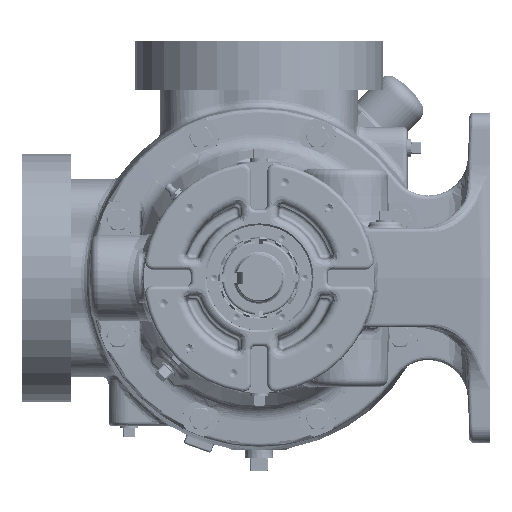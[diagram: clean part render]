
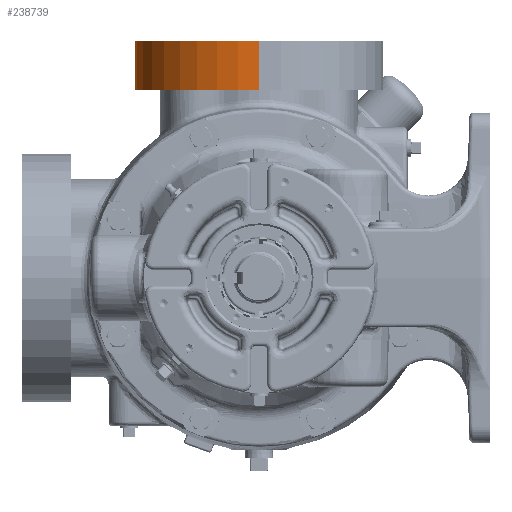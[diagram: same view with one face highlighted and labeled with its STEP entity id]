
A CAD part, left-side view. The second image highlights one B-rep face of the part: STEP entity #238739.
In plain terms, the highlighted cylindrical face has radius 95.25 mm (diameter 190.5 mm), a partial arc.
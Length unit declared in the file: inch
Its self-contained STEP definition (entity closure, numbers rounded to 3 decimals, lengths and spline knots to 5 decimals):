
#8865 = VERTEX_POINT ( 'NONE', #41050 ) ;
#17030 = AXIS2_PLACEMENT_3D ( 'NONE', #34174, #96192, #113077 ) ;
#32364 = VERTEX_POINT ( 'NONE', #63960 ) ;
#32684 = CARTESIAN_POINT ( 'NONE',  ( 3.345, 0., 4.98196 ) ) ;
#34174 = CARTESIAN_POINT ( 'NONE',  ( 3.345, 0., 7.1875 ) ) ;
#41050 = CARTESIAN_POINT ( 'NONE',  ( -0.405, 0., 5.6875 ) ) ;
#60122 = CARTESIAN_POINT ( 'NONE',  ( 7.095, 0., 7.1875 ) ) ;
#61399 = DIRECTION ( 'NONE',  ( -1., 0., 0. ) ) ;
#63960 = CARTESIAN_POINT ( 'NONE',  ( 7.095, 0., 5.6875 ) ) ;
#65263 = LINE ( 'NONE', #228054, #149973 ) ;
#78085 = VERTEX_POINT ( 'NONE', #60122 ) ;
#90905 = CYLINDRICAL_SURFACE ( 'NONE', #233559, 3.75 ) ;
#95371 = VECTOR ( 'NONE', #230913, 39.37008 ) ;
#96192 = DIRECTION ( 'NONE',  ( 0., 0., -1. ) ) ;
#103790 = CIRCLE ( 'NONE', #17030, 3.75 ) ;
#108956 = EDGE_LOOP ( 'NONE', ( #214379, #247545, #198670, #172649 ) ) ;
#112005 = CARTESIAN_POINT ( 'NONE',  ( 3.345, 0., 5.6875 ) ) ;
#113077 = DIRECTION ( 'NONE',  ( -1., 0., 0. ) ) ;
#114110 = DIRECTION ( 'NONE',  ( -1., 0., 0. ) ) ;
#125998 = DIRECTION ( 'NONE',  ( 0., 0., -1. ) ) ;
#139461 = VERTEX_POINT ( 'NONE', #142743 ) ;
#142743 = CARTESIAN_POINT ( 'NONE',  ( -0.405, 0., 7.1875 ) ) ;
#144472 = EDGE_CURVE ( 'NONE', #139461, #8865, #250277, .T. ) ;
#149973 = VECTOR ( 'NONE', #125998, 39.37008 ) ;
#151739 = EDGE_CURVE ( 'NONE', #8865, #32364, #242425, .T. ) ;
#152111 = CARTESIAN_POINT ( 'NONE',  ( -0.405, 0., 4.98196 ) ) ;
#164046 = AXIS2_PLACEMENT_3D ( 'NONE', #112005, #190846, #61399 ) ;
#165909 = EDGE_CURVE ( 'NONE', #78085, #32364, #65263, .T. ) ;
#168467 = DIRECTION ( 'NONE',  ( 0., 0., -1. ) ) ;
#172649 = ORIENTED_EDGE ( 'NONE', *, *, #144472, .F. ) ;
#187885 = FACE_OUTER_BOUND ( 'NONE', #108956, .T. ) ;
#190846 = DIRECTION ( 'NONE',  ( 0., 0., -1. ) ) ;
#198670 = ORIENTED_EDGE ( 'NONE', *, *, #151739, .F. ) ;
#214379 = ORIENTED_EDGE ( 'NONE', *, *, #251881, .T. ) ;
#228054 = CARTESIAN_POINT ( 'NONE',  ( 7.095, 0., 4.98196 ) ) ;
#230913 = DIRECTION ( 'NONE',  ( 0., 0., -1. ) ) ;
#233559 = AXIS2_PLACEMENT_3D ( 'NONE', #32684, #168467, #114110 ) ;
#238739 = ADVANCED_FACE ( 'Defeatured_0_5135', ( #187885 ), #90905, .T. ) ;
#242425 = CIRCLE ( 'NONE', #164046, 3.75 ) ;
#247545 = ORIENTED_EDGE ( 'NONE', *, *, #165909, .T. ) ;
#250277 = LINE ( 'NONE', #152111, #95371 ) ;
#251881 = EDGE_CURVE ( 'NONE', #139461, #78085, #103790, .T. ) ;
